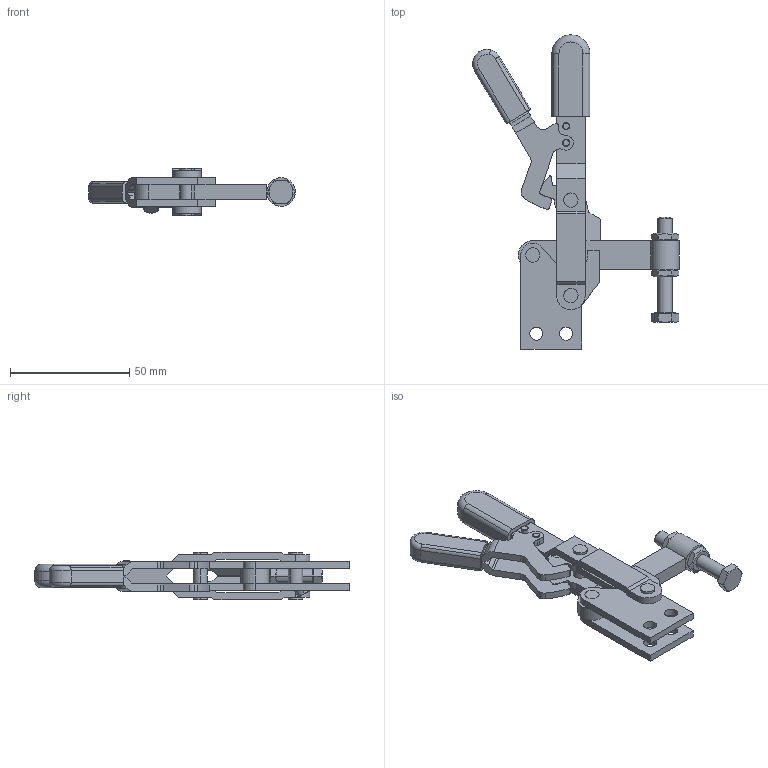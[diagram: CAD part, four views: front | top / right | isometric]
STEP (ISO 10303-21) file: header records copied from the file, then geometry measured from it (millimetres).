
FILE_DESCRIPTION((''),'2;1');
FILE_NAME('MG7S-SL.stp','2009-11-24T15:28:41',('David'),(''),'Autodesk Inventor 8','Autodesk Inventor 8','');
FILE_SCHEMA(('AUTOMOTIVE_DESIGN { 1 0 10303 214 1 1 1 1 }'));
Length unit declared in the file: millimetre
Products named in the file (7): MG7S-SL; MG7 SIDEPLATES; MG7-SL HANDLES MODEL; MG7-SL LINKS MODEL; MG7-SL LEVERS; MG7S BAR; ISO 4017  (Regular Thread) M6 x 40
Assembly tree (6 placements, depth 2):
  MG7S-SL
    MG7 SIDEPLATES
    MG7-SL HANDLES MODEL
    MG7-SL LINKS MODEL
    MG7-SL LEVERS
    MG7S BAR
    ISO 4017  (Regular Thread) M6 x 40
Bounding box: 86.71 x 131.86 x 20 mm (x, y, z)
Volume: 31260.8 mm3; surface area: 25156.9 mm2
Topology: 7 solids, 7 shells, 377 faces, 1000 edges, 656 vertices
Faces by surface type: cylinder 132, plane 124, bspline 77, cone 38, torus 6
Entity records: 12455 total; most frequent: CARTESIAN_POINT 2827, ORIENTED_EDGE 2000, DIRECTION 1998, EDGE_CURVE 1000, AXIS2_PLACEMENT_3D 729, VERTEX_POINT 656, VECTOR 540, LINE 540
